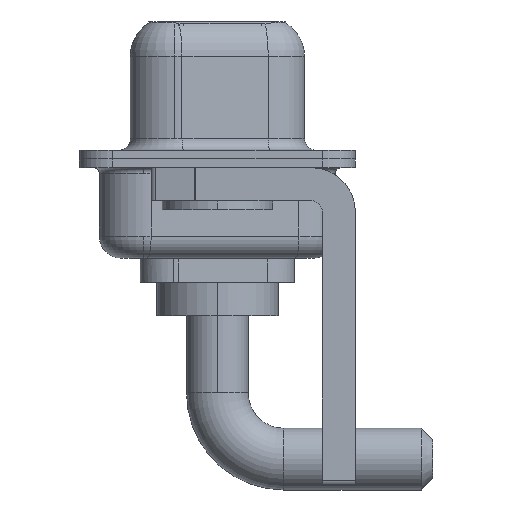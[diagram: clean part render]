
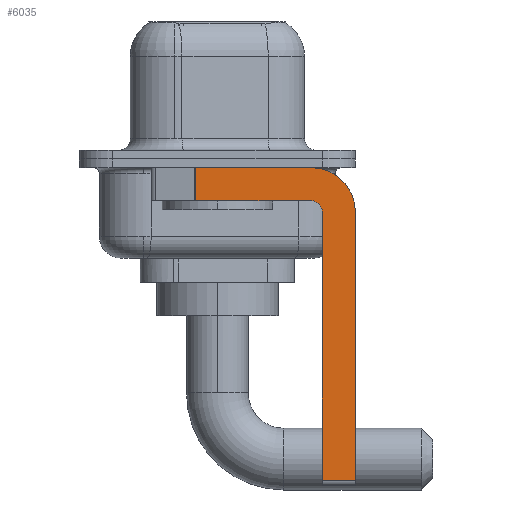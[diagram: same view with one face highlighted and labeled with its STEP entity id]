
A CAD part, left-side view. The second image highlights one B-rep face of the part: STEP entity #6035.
In plain terms, the highlighted planar face has unit normal (-1, 0, 0).
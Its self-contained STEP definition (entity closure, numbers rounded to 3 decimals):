
#338 = PLANE ( 'NONE',  #10160 ) ;
#339 = LINE ( 'NONE', #12477, #11720 ) ;
#350 = VECTOR ( 'NONE', #6342, 1000. ) ;
#537 = EDGE_LOOP ( 'NONE', ( #8981, #1010, #10690, #733, #6970, #797, #5908, #7575 ) ) ;
#653 = DIRECTION ( 'NONE',  ( 1., 0., 0. ) ) ;
#733 = ORIENTED_EDGE ( 'NONE', *, *, #11632, .F. ) ;
#797 = ORIENTED_EDGE ( 'NONE', *, *, #12273, .T. ) ;
#977 = CARTESIAN_POINT ( 'NONE',  ( -2.9, -6.25, -14.55 ) ) ;
#1010 = ORIENTED_EDGE ( 'NONE', *, *, #8515, .T. ) ;
#2031 = VERTEX_POINT ( 'NONE', #8031 ) ;
#2328 = VERTEX_POINT ( 'NONE', #977 ) ;
#2601 = EDGE_CURVE ( 'NONE', #2031, #2328, #10343, .T. ) ;
#3118 = VERTEX_POINT ( 'NONE', #11245 ) ;
#3157 = CIRCLE ( 'NONE', #11824, 2. ) ;
#3510 = LINE ( 'NONE', #10532, #12135 ) ;
#4121 = LINE ( 'NONE', #11204, #6229 ) ;
#4280 = VERTEX_POINT ( 'NONE', #8648 ) ;
#4305 = CARTESIAN_POINT ( 'NONE',  ( -2.9, -6.25, -2.4 ) ) ;
#4457 = DIRECTION ( 'NONE',  ( 0., 0., -1. ) ) ;
#4485 = CARTESIAN_POINT ( 'NONE',  ( -2.9, -4.25, -2.4 ) ) ;
#4686 = CARTESIAN_POINT ( 'NONE',  ( -2.9, -4.75, -2.4 ) ) ;
#5104 = DIRECTION ( 'NONE',  ( 0., -1., 0. ) ) ;
#5362 = CIRCLE ( 'NONE', #10862, 0.5 ) ;
#5487 = CARTESIAN_POINT ( 'NONE',  ( -2.9, -4.25, -1.9 ) ) ;
#5644 = EDGE_CURVE ( 'NONE', #3118, #2031, #3157, .T. ) ;
#5669 = DIRECTION ( 'NONE',  ( 0., -1., 0. ) ) ;
#5867 = CARTESIAN_POINT ( 'NONE',  ( -2.9, -4.25, -1.9 ) ) ;
#5908 = ORIENTED_EDGE ( 'NONE', *, *, #2601, .F. ) ;
#6035 = ADVANCED_FACE ( 'NONE', ( #12415 ), #338, .F. ) ;
#6161 = DIRECTION ( 'NONE',  ( 0., 0., 1. ) ) ;
#6229 = VECTOR ( 'NONE', #6161, 1000. ) ;
#6342 = DIRECTION ( 'NONE',  ( 0., 0., -1. ) ) ;
#6623 = EDGE_CURVE ( 'NONE', #9413, #11500, #11784, .T. ) ;
#6970 = ORIENTED_EDGE ( 'NONE', *, *, #9240, .F. ) ;
#7001 = VERTEX_POINT ( 'NONE', #4686 ) ;
#7002 = VERTEX_POINT ( 'NONE', #7603 ) ;
#7575 = ORIENTED_EDGE ( 'NONE', *, *, #5644, .F. ) ;
#7603 = CARTESIAN_POINT ( 'NONE',  ( -2.9, -4.75, -14.55 ) ) ;
#7885 = CARTESIAN_POINT ( 'NONE',  ( -2.9, -4.25, -2.4 ) ) ;
#7887 = CARTESIAN_POINT ( 'NONE',  ( -2.9, -4.25, -14.55 ) ) ;
#8031 = CARTESIAN_POINT ( 'NONE',  ( -2.9, -6.25, -2.4 ) ) ;
#8515 = EDGE_CURVE ( 'NONE', #4280, #11500, #339, .T. ) ;
#8648 = CARTESIAN_POINT ( 'NONE',  ( -2.9, 0.978, -0.4 ) ) ;
#8950 = DIRECTION ( 'NONE',  ( 0., 0., -1. ) ) ;
#8954 = LINE ( 'NONE', #7887, #12158 ) ;
#8981 = ORIENTED_EDGE ( 'NONE', *, *, #11233, .F. ) ;
#9125 = CARTESIAN_POINT ( 'NONE',  ( -2.9, 0.978, -1.9 ) ) ;
#9240 = EDGE_CURVE ( 'NONE', #7002, #7001, #4121, .T. ) ;
#9413 = VERTEX_POINT ( 'NONE', #5487 ) ;
#9778 = CARTESIAN_POINT ( 'NONE',  ( -2.9, -4.25, -2.4 ) ) ;
#10160 = AXIS2_PLACEMENT_3D ( 'NONE', #7885, #653, #8950 ) ;
#10343 = LINE ( 'NONE', #4305, #350 ) ;
#10393 = DIRECTION ( 'NONE',  ( 1., 0., 0. ) ) ;
#10532 = CARTESIAN_POINT ( 'NONE',  ( -2.9, 3., -0.4 ) ) ;
#10690 = ORIENTED_EDGE ( 'NONE', *, *, #6623, .F. ) ;
#10862 = AXIS2_PLACEMENT_3D ( 'NONE', #9778, #11757, #11888 ) ;
#11204 = CARTESIAN_POINT ( 'NONE',  ( -2.9, -4.75, -14.8 ) ) ;
#11215 = VECTOR ( 'NONE', #12649, 1000. ) ;
#11233 = EDGE_CURVE ( 'NONE', #4280, #3118, #3510, .T. ) ;
#11245 = CARTESIAN_POINT ( 'NONE',  ( -2.9, -4.25, -0.4 ) ) ;
#11374 = DIRECTION ( 'NONE',  ( 0., 0., -1. ) ) ;
#11500 = VERTEX_POINT ( 'NONE', #9125 ) ;
#11632 = EDGE_CURVE ( 'NONE', #7001, #9413, #5362, .T. ) ;
#11720 = VECTOR ( 'NONE', #4457, 1000. ) ;
#11757 = DIRECTION ( 'NONE',  ( -1., 0., 0. ) ) ;
#11784 = LINE ( 'NONE', #5867, #11215 ) ;
#11824 = AXIS2_PLACEMENT_3D ( 'NONE', #4485, #10393, #11374 ) ;
#11888 = DIRECTION ( 'NONE',  ( 0., 0., 1. ) ) ;
#12135 = VECTOR ( 'NONE', #5669, 1000. ) ;
#12158 = VECTOR ( 'NONE', #5104, 1000. ) ;
#12273 = EDGE_CURVE ( 'NONE', #7002, #2328, #8954, .T. ) ;
#12415 = FACE_OUTER_BOUND ( 'NONE', #537, .T. ) ;
#12477 = CARTESIAN_POINT ( 'NONE',  ( -2.9, 0.978, -1.9 ) ) ;
#12649 = DIRECTION ( 'NONE',  ( 0., 1., 0. ) ) ;
